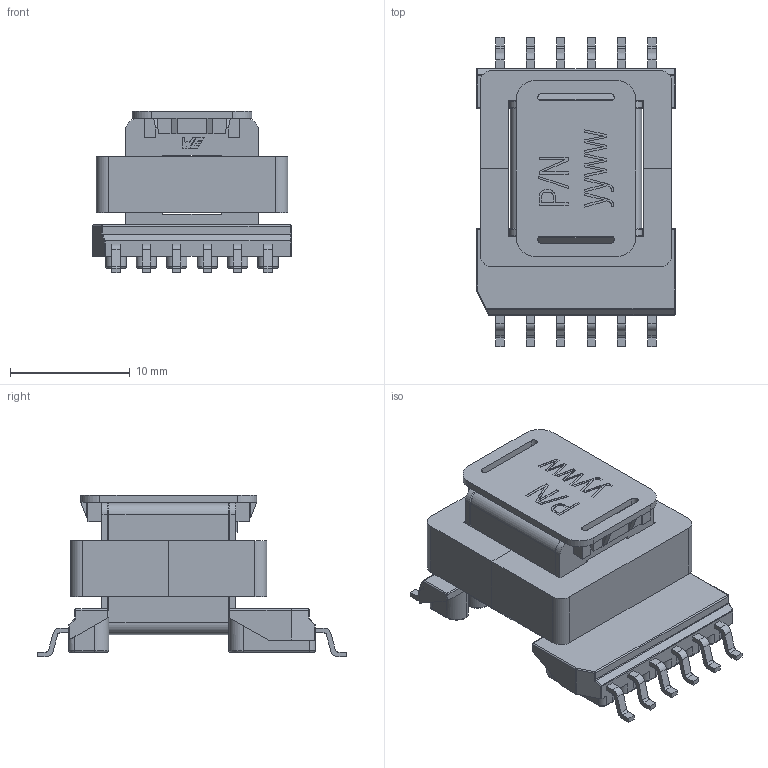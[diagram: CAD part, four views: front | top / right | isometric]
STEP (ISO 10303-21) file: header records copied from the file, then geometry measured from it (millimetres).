
FILE_DESCRIPTION( ( 'Unknown' ), '1' );
FILE_NAME( 'WE-UNIT_SMD_EE16_8_5.stp', 'Unknown', ( 'Unknown' ), ( 'Unknown' ), 'PSStep 13.0', 'Unknown', ' ' );
FILE_SCHEMA( ( 'AUTOMOTIVE_DESIGN { 1 0 10303 214 1 1 1 1 }' ) );
Length unit declared in the file: millimetre
Products named in the file (4): Assem1; Bobbin_EE 16_8_5; Core_EE 16_8_5; case
Bounding box: 16.6 x 25.81 x 13.5 mm (x, y, z)
Volume: 4638.8 mm3; surface area: 5702.4 mm2
Topology: 7 solids, 15 shells, 1388 faces, 3558 edges, 2222 vertices
Faces by surface type: plane 832, cylinder 406, torus 110, sphere 26, extrusion 12, bspline 2
Entity records: 26094 total; most frequent: CARTESIAN_POINT 3914, ORIENTED_EDGE 3498, DIRECTION 3439, EDGE_CURVE 1749, VECTOR 1151, LINE 1145, AXIS2_PLACEMENT_3D 1144, VERTEX_POINT 1097
